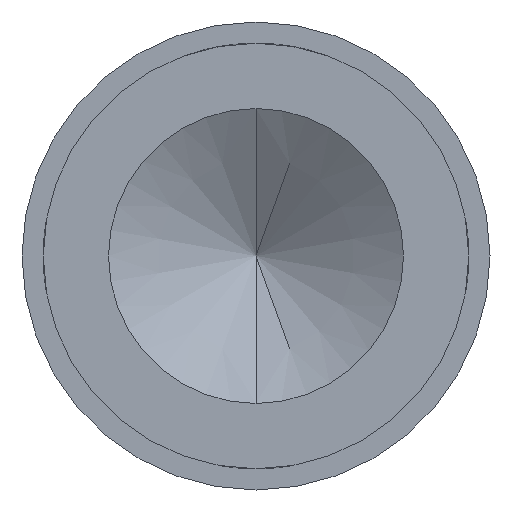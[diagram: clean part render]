
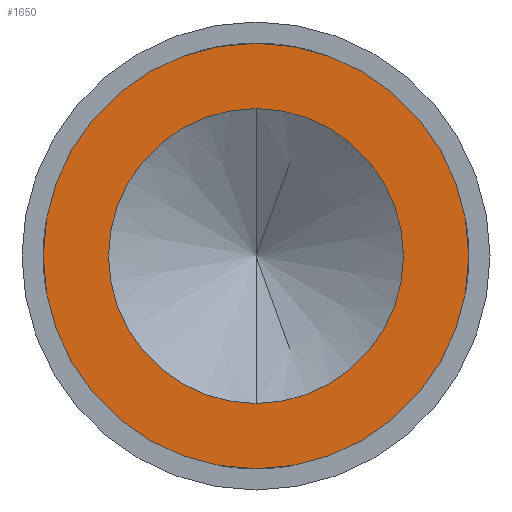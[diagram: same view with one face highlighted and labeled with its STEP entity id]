
A CAD part, front view. The second image highlights one B-rep face of the part: STEP entity #1650.
In plain terms, the highlighted planar face has unit normal (0, -1, 0).
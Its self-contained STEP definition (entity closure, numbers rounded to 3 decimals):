
#77 = FACE_OUTER_BOUND ( 'NONE', #1943, .T. ) ;
#86 = ORIENTED_EDGE ( 'NONE', *, *, #2598, .T. ) ;
#167 = DIRECTION ( 'NONE',  ( 0., -1., 0. ) ) ;
#255 = FACE_BOUND ( 'NONE', #915, .T. ) ;
#294 = VERTEX_POINT ( 'NONE', #1017 ) ;
#374 = CARTESIAN_POINT ( 'NONE',  ( 0., -13.6, -1.5 ) ) ;
#600 = CIRCLE ( 'NONE', #979, 1.04 ) ;
#685 = EDGE_CURVE ( 'Defeature ausgef�hrt2_2+Defeature ausgef�hrt2_3+Defeature ausgef�hrt2_3+Defeature ausgef�hrt2_3', #3726, #2535, #3699, .T. ) ;
#731 = DIRECTION ( 'NONE',  ( 0., 1., 0. ) ) ;
#915 = EDGE_LOOP ( 'NONE', ( #86, #3567 ) ) ;
#979 = AXIS2_PLACEMENT_3D ( 'NONE', #1007, #731, #3075 ) ;
#1007 = CARTESIAN_POINT ( 'NONE',  ( 0., -13.6, 0. ) ) ;
#1017 = CARTESIAN_POINT ( 'NONE',  ( 0., -13.6, 1.04 ) ) ;
#1241 = AXIS2_PLACEMENT_3D ( 'NONE', #1579, #2426, #2451 ) ;
#1469 = CIRCLE ( 'NONE', #3261, 1.04 ) ;
#1579 = CARTESIAN_POINT ( 'NONE',  ( 0., -13.6, 0. ) ) ;
#1650 = ADVANCED_FACE ( 'Defeature ausgef�hrt2_3', ( #255, #77 ), #1918, .T. ) ;
#1907 = DIRECTION ( 'NONE',  ( 0., 0., -1. ) ) ;
#1918 = PLANE ( 'NONE',  #3669 ) ;
#1943 = EDGE_LOOP ( 'NONE', ( #3772, #2514 ) ) ;
#2168 = DIRECTION ( 'NONE',  ( 0., 1., 0. ) ) ;
#2221 = CARTESIAN_POINT ( 'NONE',  ( -1.5, -13.6, 0. ) ) ;
#2426 = DIRECTION ( 'NONE',  ( 0., 1., 0. ) ) ;
#2431 = DIRECTION ( 'NONE',  ( 0., 1., 0. ) ) ;
#2451 = DIRECTION ( 'NONE',  ( 0., 0., 1. ) ) ;
#2473 = VERTEX_POINT ( 'NONE', #3338 ) ;
#2493 = CARTESIAN_POINT ( 'NONE',  ( 0., -13.6, 0. ) ) ;
#2514 = ORIENTED_EDGE ( 'NONE', *, *, #685, .F. ) ;
#2535 = VERTEX_POINT ( 'NONE', #3416 ) ;
#2597 = EDGE_CURVE ( 'Defeature ausgef�hrt2_3+Defeature ausgef�hrt2_18+Defeature ausgef�hrt2_18+Defeature ausgef�hrt2_18', #2473, #294, #1469, .T. ) ;
#2598 = EDGE_CURVE ( 'Defeature ausgef�hrt2_3+Defeature ausgef�hrt2_18+Defeature ausgef�hrt2_18+Defeature ausgef�hrt2_18', #294, #2473, #600, .T. ) ;
#2762 = AXIS2_PLACEMENT_3D ( 'NONE', #3000, #2431, #3561 ) ;
#2990 = EDGE_CURVE ( 'Defeature ausgef�hrt2_2+Defeature ausgef�hrt2_3+Defeature ausgef�hrt2_3+Defeature ausgef�hrt2_3', #2535, #3726, #3131, .T. ) ;
#3000 = CARTESIAN_POINT ( 'NONE',  ( 0., -13.6, 0. ) ) ;
#3075 = DIRECTION ( 'NONE',  ( 0., 0., 1. ) ) ;
#3131 = CIRCLE ( 'NONE', #2762, 1.5 ) ;
#3261 = AXIS2_PLACEMENT_3D ( 'NONE', #2493, #2168, #3627 ) ;
#3338 = CARTESIAN_POINT ( 'NONE',  ( 0., -13.6, -1.04 ) ) ;
#3416 = CARTESIAN_POINT ( 'NONE',  ( 0., -13.6, 1.5 ) ) ;
#3561 = DIRECTION ( 'NONE',  ( 0., 0., 1. ) ) ;
#3567 = ORIENTED_EDGE ( 'NONE', *, *, #2597, .T. ) ;
#3627 = DIRECTION ( 'NONE',  ( 0., 0., 1. ) ) ;
#3669 = AXIS2_PLACEMENT_3D ( 'NONE', #2221, #167, #1907 ) ;
#3699 = CIRCLE ( 'NONE', #1241, 1.5 ) ;
#3726 = VERTEX_POINT ( 'NONE', #374 ) ;
#3772 = ORIENTED_EDGE ( 'NONE', *, *, #2990, .F. ) ;
